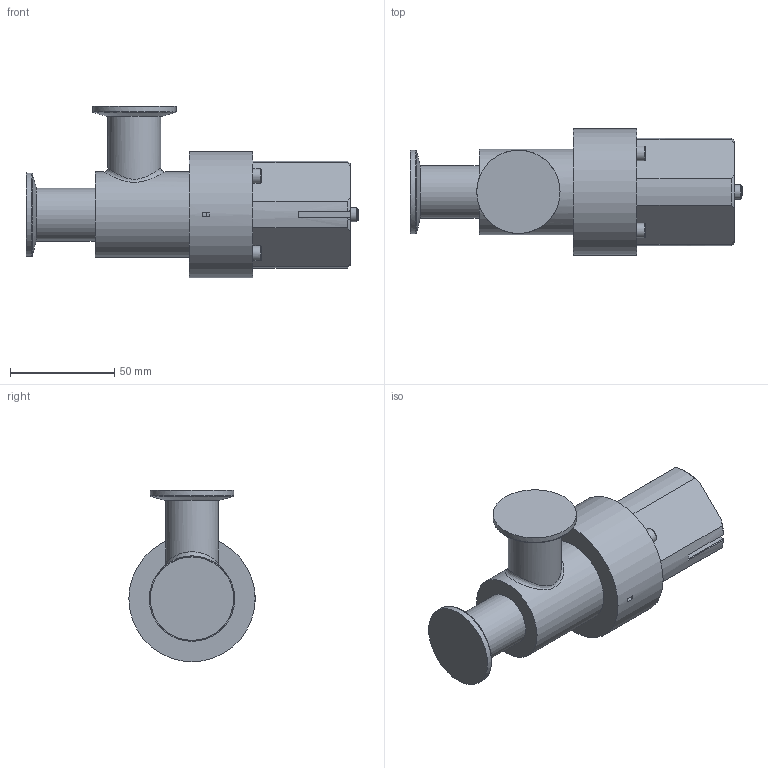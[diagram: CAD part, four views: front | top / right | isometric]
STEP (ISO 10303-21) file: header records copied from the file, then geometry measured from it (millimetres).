
FILE_DESCRIPTION (( 'STEP AP214' ), '1' );
FILE_NAME ('FULLVAC VAPS1KF25.STEP', '2019-06-26T13:28:42', ( '' ), ( '' ), 'SwSTEP 2.0', 'SolidWorks 2017', '' );
FILE_SCHEMA (( 'AUTOMOTIVE_DESIGN' ));
Length unit declared in the file: millimetre
Products named in the file (1): FULLVAC VAPS1KF25
Bounding box: 159.44 x 60.64 x 82.39 mm (x, y, z)
Volume: 269772.9 mm3; surface area: 34847.4 mm2
Topology: 1 solids, 1 shells, 76 faces, 189 edges, 126 vertices
Faces by surface type: plane 40, cylinder 18, cone 10, bspline 8
Full cylindrical faces by diameter (mm): 6.82 x1, 7 x4, 23 x1, 25.4 x2, 40 x2, 41 x1, 45.72 x1, 60.64 x1
Entity records: 3396 total; most frequent: CARTESIAN_POINT 1292, DIRECTION 316, ORIENTED_EDGE 302, EDGE_CURVE 151, AXIS2_PLACEMENT_3D 125, EDGE_LOOP 115, VERTEX_POINT 112, FACE_OUTER_BOUND 97
